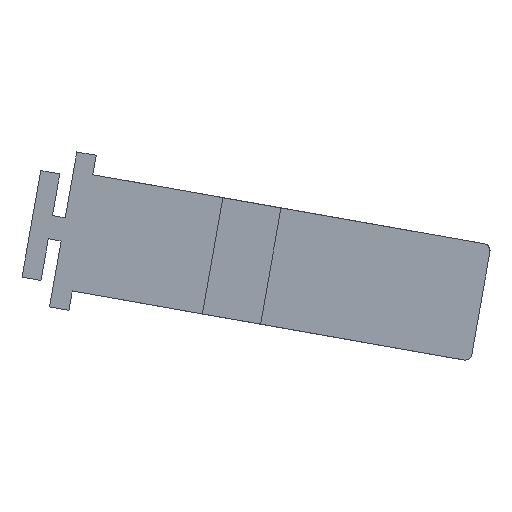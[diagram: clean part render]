
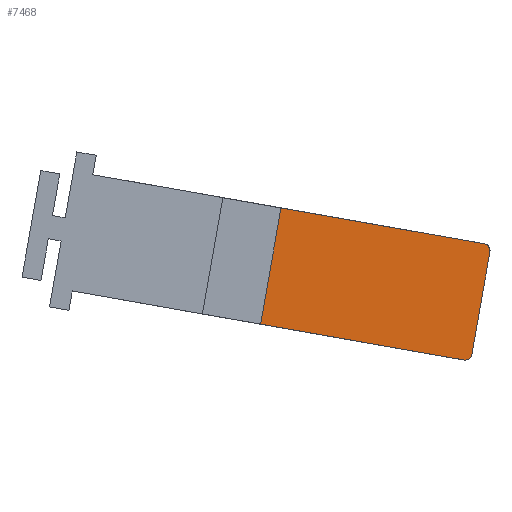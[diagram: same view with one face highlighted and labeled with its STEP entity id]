
A CAD part, left-side view. The second image highlights one B-rep face of the part: STEP entity #7468.
In plain terms, the highlighted planar face has unit normal (-1, 0, 0).
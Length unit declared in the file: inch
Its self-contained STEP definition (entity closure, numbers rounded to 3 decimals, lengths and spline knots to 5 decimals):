
#2336=AXIS2_PLACEMENT_3D('Plane Axis2P3D',#2333,#2334,#2335) ;
#2125=CARTESIAN_POINT('Vertex',(-42.21,8.69135,14.50935)) ;
#2128=CARTESIAN_POINT('Line Origine',(-42.21,10.10499,14.75862)) ;
#2132=CARTESIAN_POINT('Vertex',(-42.21,11.51864,15.00788)) ;
#2333=CARTESIAN_POINT('Axis2P3D Location',(-42.21,14.28214,17.3777)) ;
#3183=CARTESIAN_POINT('Vertex',(-42.21,8.43088,15.98656)) ;
#3267=CARTESIAN_POINT('Vertex',(-42.21,11.25817,16.48509)) ;
#3270=CARTESIAN_POINT('Line Origine',(-42.21,9.84452,16.23583)) ;
#7418=CARTESIAN_POINT('Vertex',(-42.21,8.58709,14.58236)) ;
#7422=CARTESIAN_POINT('Control Point',(-42.21,8.69135,14.50935)) ;
#7423=CARTESIAN_POINT('Control Point',(-42.21,8.60272,14.49372)) ;
#7424=CARTESIAN_POINT('Control Point',(-42.21,8.58709,14.58236)) ;
#7434=CARTESIAN_POINT('Line Origine',(-42.21,8.47248,15.23233)) ;
#7438=CARTESIAN_POINT('Vertex',(-42.21,8.35787,15.8823)) ;
#7442=CARTESIAN_POINT('Control Point',(-42.21,8.35787,15.8823)) ;
#7443=CARTESIAN_POINT('Control Point',(-42.21,8.356,15.89292)) ;
#7444=CARTESIAN_POINT('Control Point',(-42.21,8.35564,15.90425)) ;
#7445=CARTESIAN_POINT('Control Point',(-42.21,8.35713,15.91591)) ;
#7446=CARTESIAN_POINT('Control Point',(-42.21,8.36405,15.93855)) ;
#7447=CARTESIAN_POINT('Control Point',(-42.21,8.378,15.95808)) ;
#7448=CARTESIAN_POINT('Control Point',(-42.21,8.38644,15.96648)) ;
#7449=CARTESIAN_POINT('Control Point',(-42.21,8.40052,15.97649)) ;
#7450=CARTESIAN_POINT('Control Point',(-42.21,8.4158,15.98278)) ;
#7451=CARTESIAN_POINT('Control Point',(-42.21,8.42085,15.98443)) ;
#7452=CARTESIAN_POINT('Control Point',(-42.21,8.42588,15.98568)) ;
#7453=CARTESIAN_POINT('Control Point',(-42.21,8.43088,15.98656)) ;
#7455=CARTESIAN_POINT('Line Origine',(-42.21,11.3884,15.74649)) ;
#2129=DIRECTION('Vector Direction',(0.,0.985,0.174)) ;
#2334=DIRECTION('Axis2P3D Direction',(-1.,0.,0.)) ;
#2335=DIRECTION('Axis2P3D XDirection',(0.,0.174,-0.985)) ;
#3271=DIRECTION('Vector Direction',(0.,-0.985,-0.174)) ;
#7435=DIRECTION('Vector Direction',(0.,0.174,-0.985)) ;
#7456=DIRECTION('Vector Direction',(0.,0.174,-0.985)) ;
#2130=VECTOR('Line Direction',#2129,0.03937) ;
#3272=VECTOR('Line Direction',#3271,0.03937) ;
#7436=VECTOR('Line Direction',#7435,0.03937) ;
#7457=VECTOR('Line Direction',#7456,0.03937) ;
#7461=ORIENTED_EDGE('',*,*,#7425,.T.) ;
#7462=ORIENTED_EDGE('',*,*,#7440,.F.) ;
#7463=ORIENTED_EDGE('',*,*,#7454,.T.) ;
#7464=ORIENTED_EDGE('',*,*,#3274,.F.) ;
#7465=ORIENTED_EDGE('',*,*,#7459,.T.) ;
#7466=ORIENTED_EDGE('',*,*,#2134,.F.) ;
#7468=ADVANCED_FACE('R2',(#7467),#2337,.T.) ;
#7441=B_SPLINE_CURVE_WITH_KNOTS('',5,(#7442,#7443,#7444,#7445,#7446,#7447,#7448,#7449,#7450,#7451,#7452,#7453),.UNSPECIFIED.,.F.,.U.,(6,3,3,6),(0.,2.37054,4.69906,5.81502),.UNSPECIFIED.) ;
#2134=EDGE_CURVE('',#2126,#2133,#2131,.T.) ;
#3274=EDGE_CURVE('',#3268,#3184,#3273,.T.) ;
#7425=EDGE_CURVE('',#2126,#7419,#7421,.T.) ;
#7440=EDGE_CURVE('',#7439,#7419,#7437,.T.) ;
#7454=EDGE_CURVE('',#7439,#3184,#7441,.T.) ;
#7459=EDGE_CURVE('',#3268,#2133,#7458,.T.) ;
#7460=EDGE_LOOP('',(#7461,#7462,#7463,#7464,#7465,#7466)) ;
#7467=FACE_OUTER_BOUND('',#7460,.T.) ;
#2131=LINE('Line',#2128,#2130) ;
#3273=LINE('Line',#3270,#3272) ;
#7437=LINE('Line',#7434,#7436) ;
#7458=LINE('Line',#7455,#7457) ;
#2337=PLANE('',#2336) ;
#2126=VERTEX_POINT('',#2125) ;
#2133=VERTEX_POINT('',#2132) ;
#3184=VERTEX_POINT('',#3183) ;
#3268=VERTEX_POINT('',#3267) ;
#7419=VERTEX_POINT('',#7418) ;
#7439=VERTEX_POINT('',#7438) ;
#7421=(BOUNDED_CURVE()B_SPLINE_CURVE(2,(#7422,#7423,#7424),.UNSPECIFIED.,.F.,.U.)B_SPLINE_CURVE_WITH_KNOTS((3,3),(0.,4.572),.UNSPECIFIED.)CURVE()GEOMETRIC_REPRESENTATION_ITEM()RATIONAL_B_SPLINE_CURVE((1.,0.707,1.))REPRESENTATION_ITEM('')) ;
